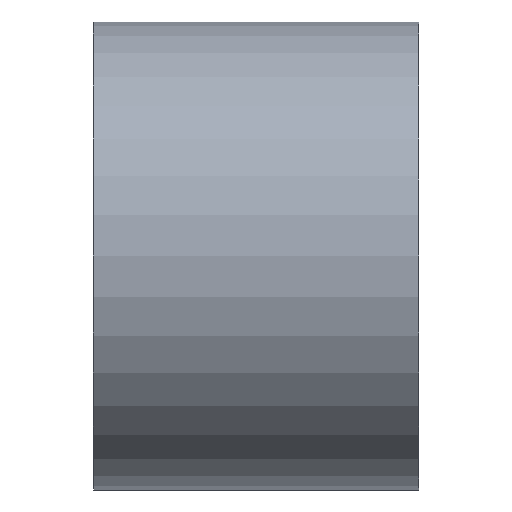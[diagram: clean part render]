
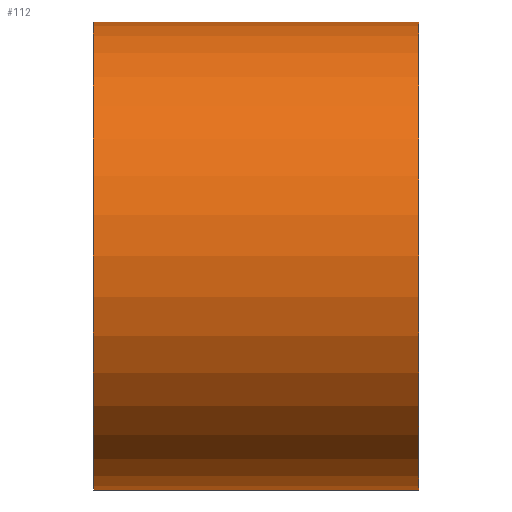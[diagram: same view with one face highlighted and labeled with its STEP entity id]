
A CAD part, left-side view. The second image highlights one B-rep face of the part: STEP entity #112.
In plain terms, the highlighted cylindrical face has radius 9.144 mm (diameter 18.288 mm), a partial arc.
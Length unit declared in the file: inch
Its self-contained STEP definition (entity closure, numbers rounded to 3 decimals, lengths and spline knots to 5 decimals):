
#89=CYLINDRICAL_SURFACE('',#395,0.36);
#98=FACE_OUTER_BOUND('',#200,.T.);
#112=ADVANCED_FACE('',(#98),#89,.T.);
#144=LINE('',#552,#168);
#146=LINE('',#560,#170);
#168=VECTOR('',#455,1.);
#170=VECTOR('',#463,1.);
#200=EDGE_LOOP('',(#240,#241,#242,#243));
#240=ORIENTED_EDGE('',*,*,#346,.F.);
#241=ORIENTED_EDGE('',*,*,#344,.F.);
#242=ORIENTED_EDGE('',*,*,#347,.T.);
#243=ORIENTED_EDGE('',*,*,#348,.T.);
#314=VERTEX_POINT('',#551);
#315=VERTEX_POINT('',#553);
#316=VERTEX_POINT('',#557);
#317=VERTEX_POINT('',#559);
#344=EDGE_CURVE('',#314,#315,#144,.T.);
#346=EDGE_CURVE('',#315,#316,#370,.T.);
#347=EDGE_CURVE('',#314,#317,#371,.T.);
#348=EDGE_CURVE('',#317,#316,#146,.T.);
#370=CIRCLE('',#393,0.36);
#371=CIRCLE('',#394,0.36);
#393=AXIS2_PLACEMENT_3D('',#556,#459,#460);
#394=AXIS2_PLACEMENT_3D('',#558,#461,#462);
#395=AXIS2_PLACEMENT_3D('',#561,#464,#465);
#455=DIRECTION('',(0.,1.,0.));
#459=DIRECTION('',(0.,1.,0.));
#460=DIRECTION('',(1.,0.,0.));
#461=DIRECTION('',(0.,1.,0.));
#462=DIRECTION('',(1.,0.,0.));
#463=DIRECTION('',(0.,1.,0.));
#464=DIRECTION('',(0.,1.,0.));
#465=DIRECTION('',(0.,0.,1.));
#551=CARTESIAN_POINT('',(0.,-0.25,-0.1125));
#552=CARTESIAN_POINT('',(0.,-0.25,-0.1125));
#553=CARTESIAN_POINT('',(0.,0.25,-0.1125));
#556=CARTESIAN_POINT('',(0.,0.25,0.2475));
#557=CARTESIAN_POINT('',(0.36,0.25,0.2475));
#558=CARTESIAN_POINT('',(0.,-0.25,0.2475));
#559=CARTESIAN_POINT('',(0.36,-0.25,0.2475));
#560=CARTESIAN_POINT('',(0.36,-0.25,0.2475));
#561=CARTESIAN_POINT('',(0.,-0.25,0.2475));
